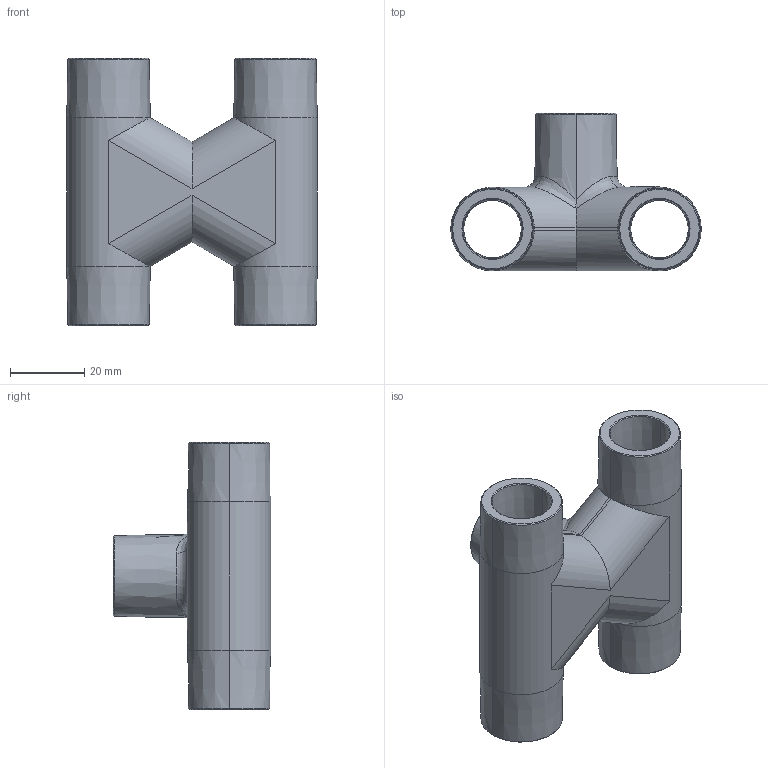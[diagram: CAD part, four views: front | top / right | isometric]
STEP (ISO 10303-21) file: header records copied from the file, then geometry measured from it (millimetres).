
FILE_DESCRIPTION (( 'STEP AP203' ), '1' );
FILE_NAME ('4WayVent_3DP_v4.STEP', '2020-03-17T02:38:43', ( '' ), ( '' ), 'SwSTEP 2.0', 'SolidWorks 2018', '' );
FILE_SCHEMA (( 'CONFIG_CONTROL_DESIGN' ));
Length unit declared in the file: millimetre
Products named in the file (1): 4WayVent_3DP_v4
Bounding box: 67.5 x 42.5 x 72 mm (x, y, z)
Volume: 36838 mm3; surface area: 22720.2 mm2
Topology: 1 solids, 1 shells, 152 faces, 362 edges, 210 vertices
Faces by surface type: plane 52, cone 50, bspline 24, cylinder 22, torus 4
Entity records: 6007 total; most frequent: CARTESIAN_POINT 2695, ORIENTED_EDGE 724, DIRECTION 606, EDGE_CURVE 362, AXIS2_PLACEMENT_3D 219, VERTEX_POINT 210, VECTOR 168, LINE 168
